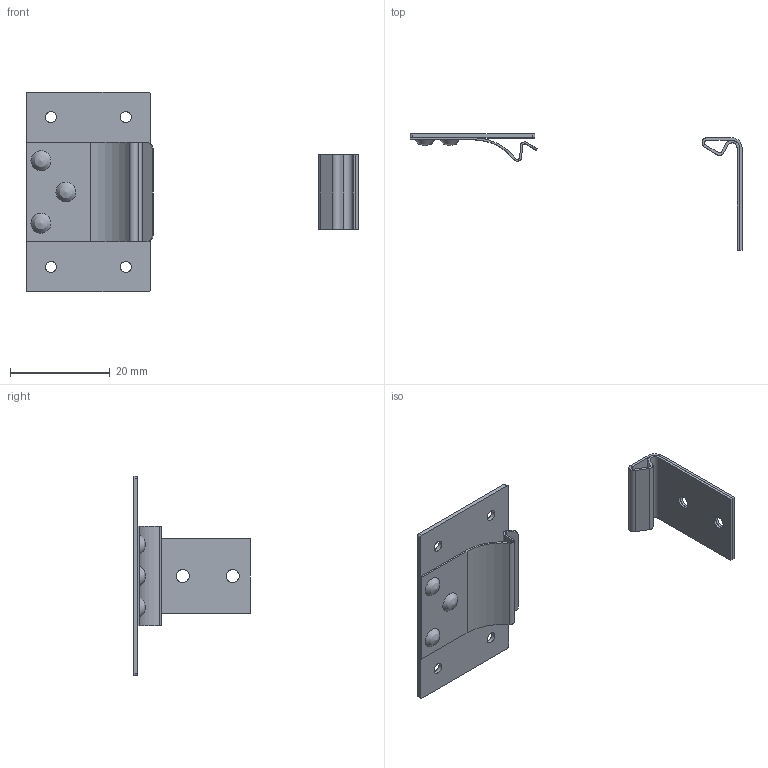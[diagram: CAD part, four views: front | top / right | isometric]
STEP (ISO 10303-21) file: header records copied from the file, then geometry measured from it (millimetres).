
FILE_DESCRIPTION((''),'2;1');
FILE_NAME('','2005-07-15T16:52:30',(''),(''),'','CADfix','');
FILE_SCHEMA(('AUTOMOTIVE_DESIGN'));
Length unit declared in the file: millimetre
Products named in the file (5): rivet; leaf spring; keeper; base; TL_34_12716_36
Assembly tree (6 placements, depth 2):
  TL_34_12716_36
    rivet  x3
    leaf spring
    keeper
    base
Bounding box: 66.5 x 23.3 x 40 mm (x, y, z)
Volume: 1484.5 mm3; surface area: 5242.4 mm2
Topology: 6 solids, 6 shells, 93 faces, 308 edges, 230 vertices
Faces by surface type: bspline 93
Entity records: 3448 total; most frequent: CARTESIAN_POINT 1769, ORIENTED_EDGE 568, EDGE_CURVE 284, VERTEX_POINT 210, QUASI_UNIFORM_CURVE 122, EDGE_LOOP 112, FACE_OUTER_BOUND 83, ADVANCED_FACE 83
